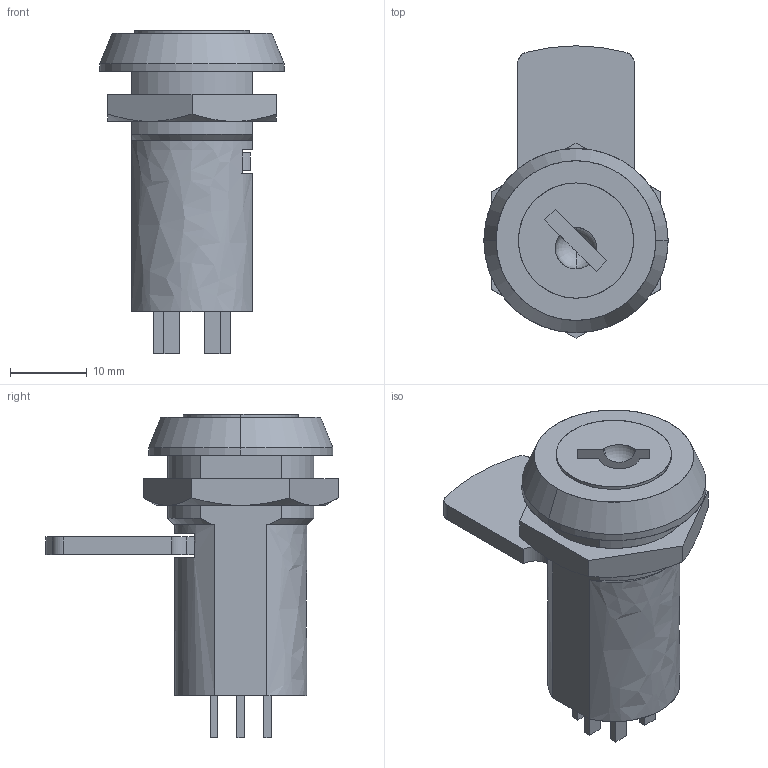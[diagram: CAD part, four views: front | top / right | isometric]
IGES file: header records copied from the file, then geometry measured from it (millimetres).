
Start section: SolidWorks IGES file using analytic representation for surfaces
Global section: file name: sone3D.IGS; native system: SolidWorks 2012; preprocessor: SolidWorks 2012; author: 0960ts; date: 140909.095116; units: millimetre
Bounding box: 24 x 38.1 x 42.2 mm (x, y, z)
Surface area: 5244 mm2 (no closed solid volume)
Topology: 0 solids, 0 shells, 92 faces, 1015 edges, 1015 vertices
Faces by surface type: bspline 62, revolution 30
